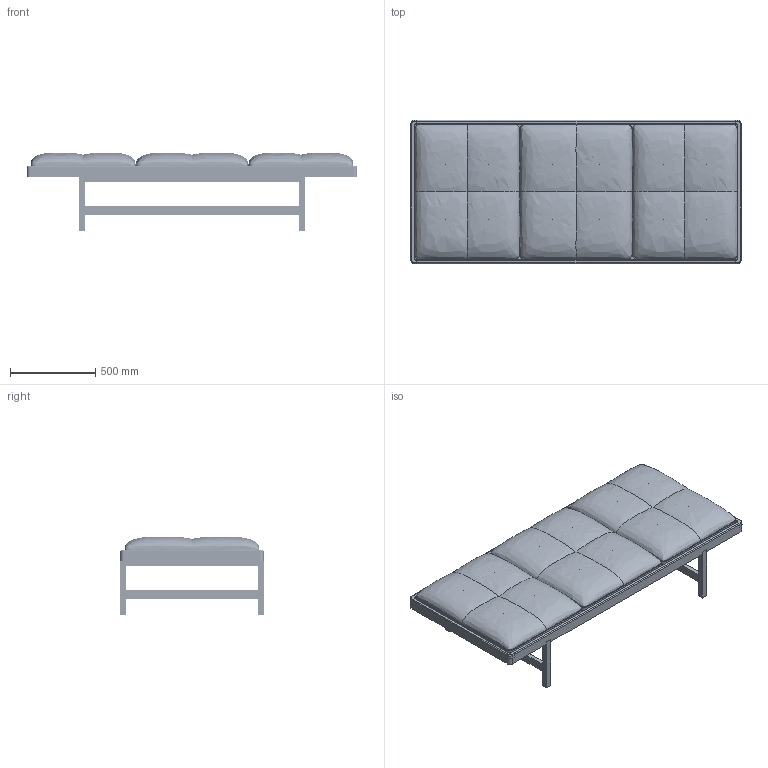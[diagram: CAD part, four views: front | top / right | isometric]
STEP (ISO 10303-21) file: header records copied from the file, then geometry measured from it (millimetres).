
FILE_DESCRIPTION(/* description */ (''),/* implementation_level */ '2;1');
FILE_NAME(/* name */ 'Daybench_CB-42_3D',/* time_stamp */ '2023-10-06T12:51:03+02:00',/* author */ (''),/* organization */ (''),/* preprocessor_version */ 'ST-DEVELOPER v16.5',/* originating_system */ 'Rhino 7.31',/* authorisation */ '');
FILE_SCHEMA (('AUTOMOTIVE_DESIGN'));
Length unit declared in the file: centimetre
Products named in the file (2): Document; Daybench_CB-42
Assembly tree (1 placements, depth 2):
  Document
    Daybench_CB-42
Bounding box: 1935 x 840 x 459.99 mm (x, y, z)
Volume: 41184141.7 mm3; surface area: 7193904 mm2
Topology: 7 solids, 10 shells, 415 faces, 1196 edges, 653 vertices
Faces by surface type: plane 356, bspline 31, cylinder 28
Entity records: 33329 total; most frequent: CARTESIAN_POINT 25426, ORIENTED_EDGE 2356, EDGE_CURVE 1184, B_SPLINE_CURVE_WITH_KNOTS 1128, VERTEX_POINT 653, EDGE_LOOP 419, ADVANCED_FACE 415, FACE_OUTER_BOUND 415
